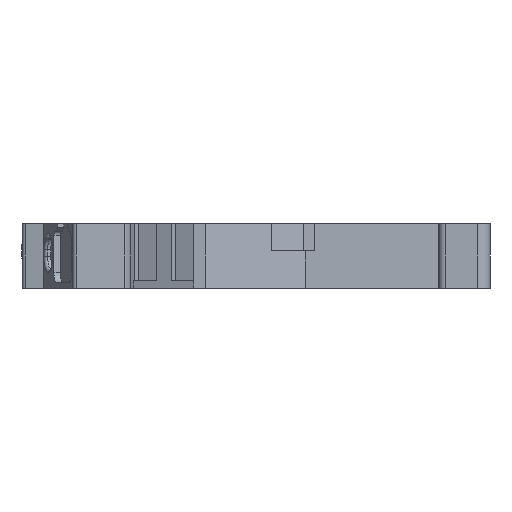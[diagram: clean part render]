
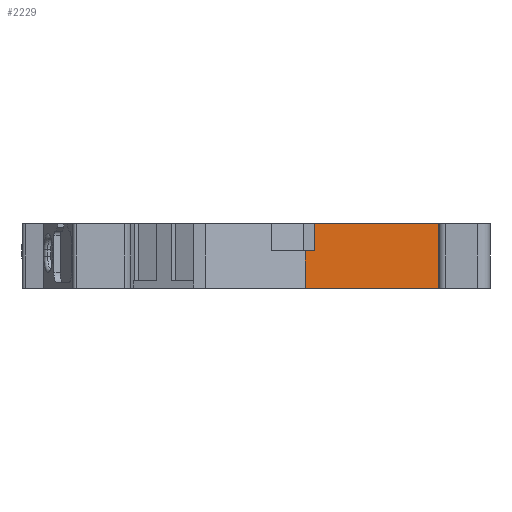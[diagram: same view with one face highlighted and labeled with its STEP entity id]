
A CAD part, left-side view. The second image highlights one B-rep face of the part: STEP entity #2229.
In plain terms, the highlighted planar face has unit normal (-0.999, -0.035, 0).
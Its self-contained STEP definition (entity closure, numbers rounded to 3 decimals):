
#50 = VERTEX_POINT ( 'NONE', #9269 ) ;
#144 = CARTESIAN_POINT ( 'NONE',  ( -1.363, 13.067, 36.143 ) ) ;
#393 = VECTOR ( 'NONE', #5405, 1000. ) ;
#640 = CARTESIAN_POINT ( 'NONE',  ( -1.269, 10.378, 31.093 ) ) ;
#1073 = LINE ( 'NONE', #3239, #3246 ) ;
#1154 = CARTESIAN_POINT ( 'NONE',  ( -1.269, 10.378, 31.093 ) ) ;
#1230 = LINE ( 'NONE', #3460, #10527 ) ;
#1246 = ORIENTED_EDGE ( 'NONE', *, *, #9145, .F. ) ;
#1260 = CARTESIAN_POINT ( 'NONE',  ( -1.269, 10.378, 31.093 ) ) ;
#1355 = VERTEX_POINT ( 'NONE', #10109 ) ;
#1596 = LINE ( 'NONE', #9640, #6411 ) ;
#1601 = DIRECTION ( 'NONE',  ( 0., 0., 1. ) ) ;
#1655 = CARTESIAN_POINT ( 'NONE',  ( -1.701, 22.74, 34.018 ) ) ;
#1832 = EDGE_CURVE ( 'NONE', #7240, #1355, #9406, .T. ) ;
#1934 = DIRECTION ( 'NONE',  ( -0.999, -0.035, 0. ) ) ;
#2227 = ORIENTED_EDGE ( 'NONE', *, *, #10347, .T. ) ;
#2229 = ADVANCED_FACE ( 'NONE', ( #6873 ), #7793, .T. ) ;
#2346 = CARTESIAN_POINT ( 'NONE',  ( -1.726, 23.47, 34.018 ) ) ;
#2889 = LINE ( 'NONE', #1260, #5294 ) ;
#2912 = CARTESIAN_POINT ( 'NONE',  ( -1.269, 10.378, 35.143 ) ) ;
#3120 = CARTESIAN_POINT ( 'NONE',  ( -1.726, 23.47, 34.018 ) ) ;
#3239 = CARTESIAN_POINT ( 'NONE',  ( -1.701, 22.74, 29.788 ) ) ;
#3246 = VECTOR ( 'NONE', #9492, 1000. ) ;
#3370 = DIRECTION ( 'NONE',  ( 0.035, -0.999, 0. ) ) ;
#3460 = CARTESIAN_POINT ( 'NONE',  ( -1.726, 23.47, 31.093 ) ) ;
#3642 = VERTEX_POINT ( 'NONE', #1655 ) ;
#4139 = CARTESIAN_POINT ( 'NONE',  ( -1.363, 13.067, 35.143 ) ) ;
#4291 = ORIENTED_EDGE ( 'NONE', *, *, #9301, .F. ) ;
#4328 = VERTEX_POINT ( 'NONE', #2346 ) ;
#4479 = VERTEX_POINT ( 'NONE', #6528 ) ;
#5243 = CARTESIAN_POINT ( 'NONE',  ( -1.701, 22.74, 36.143 ) ) ;
#5294 = VECTOR ( 'NONE', #5799, 1000. ) ;
#5405 = DIRECTION ( 'NONE',  ( 0., 0., 1. ) ) ;
#5641 = VECTOR ( 'NONE', #8605, 1000. ) ;
#5702 = ORIENTED_EDGE ( 'NONE', *, *, #9614, .F. ) ;
#5799 = DIRECTION ( 'NONE',  ( 0.035, -0.999, 0. ) ) ;
#5912 = ORIENTED_EDGE ( 'NONE', *, *, #1832, .T. ) ;
#6282 = AXIS2_PLACEMENT_3D ( 'NONE', #1154, #1934, #3370 ) ;
#6411 = VECTOR ( 'NONE', #7081, 1000. ) ;
#6519 = DIRECTION ( 'NONE',  ( -0.035, 0.999, 0. ) ) ;
#6528 = CARTESIAN_POINT ( 'NONE',  ( -1.726, 23.47, 31.093 ) ) ;
#6827 = ORIENTED_EDGE ( 'NONE', *, *, #9456, .T. ) ;
#6873 = FACE_OUTER_BOUND ( 'NONE', #9119, .T. ) ;
#7045 = LINE ( 'NONE', #4139, #11487 ) ;
#7081 = DIRECTION ( 'NONE',  ( 0.035, -0.999, 0. ) ) ;
#7182 = CARTESIAN_POINT ( 'NONE',  ( -1.269, 10.378, 35.143 ) ) ;
#7240 = VERTEX_POINT ( 'NONE', #7182 ) ;
#7793 = PLANE ( 'NONE',  #6282 ) ;
#8032 = LINE ( 'NONE', #3120, #5641 ) ;
#8327 = VERTEX_POINT ( 'NONE', #5243 ) ;
#8605 = DIRECTION ( 'NONE',  ( 0.035, -0.999, 0. ) ) ;
#9064 = EDGE_CURVE ( 'NONE', #1355, #9650, #7045, .T. ) ;
#9119 = EDGE_LOOP ( 'NONE', ( #1246, #4291, #6827, #2227, #5912, #10432, #5702, #11615 ) ) ;
#9145 = EDGE_CURVE ( 'NONE', #4328, #3642, #8032, .T. ) ;
#9157 = EDGE_CURVE ( 'NONE', #3642, #8327, #1073, .T. ) ;
#9269 = CARTESIAN_POINT ( 'NONE',  ( -1.269, 10.378, 31.093 ) ) ;
#9301 = EDGE_CURVE ( 'NONE', #4479, #4328, #1230, .T. ) ;
#9391 = VECTOR ( 'NONE', #6519, 1000. ) ;
#9406 = LINE ( 'NONE', #2912, #9391 ) ;
#9456 = EDGE_CURVE ( 'NONE', #4479, #50, #2889, .T. ) ;
#9492 = DIRECTION ( 'NONE',  ( 0., 0., 1. ) ) ;
#9614 = EDGE_CURVE ( 'NONE', #8327, #9650, #1596, .T. ) ;
#9640 = CARTESIAN_POINT ( 'NONE',  ( -1.269, 10.378, 36.143 ) ) ;
#9650 = VERTEX_POINT ( 'NONE', #144 ) ;
#9984 = LINE ( 'NONE', #640, #393 ) ;
#10109 = CARTESIAN_POINT ( 'NONE',  ( -1.363, 13.067, 35.143 ) ) ;
#10347 = EDGE_CURVE ( 'NONE', #50, #7240, #9984, .T. ) ;
#10432 = ORIENTED_EDGE ( 'NONE', *, *, #9064, .T. ) ;
#10527 = VECTOR ( 'NONE', #1601, 1000. ) ;
#11123 = DIRECTION ( 'NONE',  ( 0., 0., 1. ) ) ;
#11487 = VECTOR ( 'NONE', #11123, 1000. ) ;
#11615 = ORIENTED_EDGE ( 'NONE', *, *, #9157, .F. ) ;
